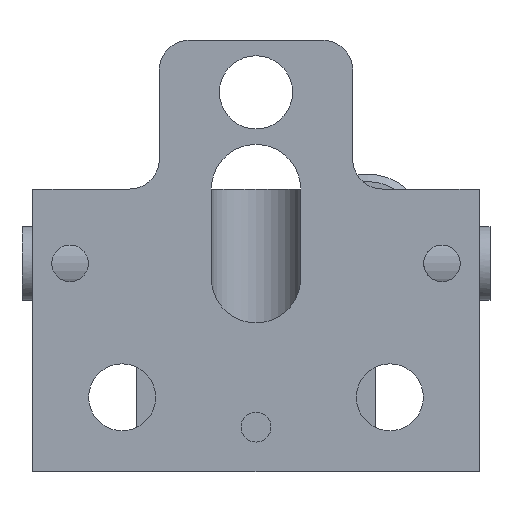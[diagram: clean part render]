
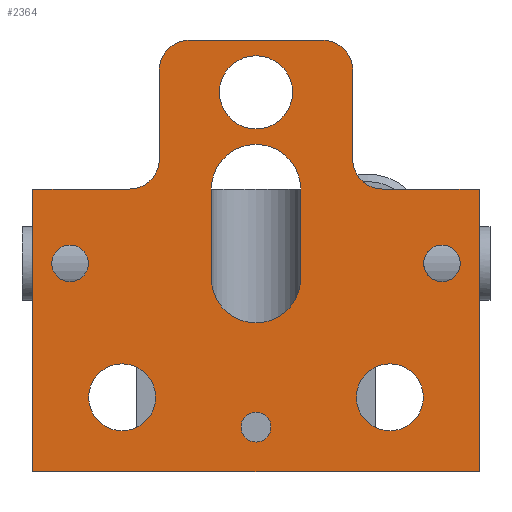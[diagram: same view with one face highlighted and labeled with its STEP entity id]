
A CAD part, front view. The second image highlights one B-rep face of the part: STEP entity #2364.
In plain terms, the highlighted planar face has unit normal (0, -1, 0).
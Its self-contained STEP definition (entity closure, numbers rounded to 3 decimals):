
#138=FACE_BOUND('',#405,.T.);
#139=FACE_BOUND('',#406,.T.);
#140=FACE_BOUND('',#407,.T.);
#141=FACE_BOUND('',#408,.T.);
#142=FACE_BOUND('',#409,.T.);
#143=FACE_BOUND('',#410,.T.);
#144=FACE_BOUND('',#411,.T.);
#184=PLANE('',#2678);
#266=FACE_OUTER_BOUND('',#404,.T.);
#404=EDGE_LOOP('',(#1853,#1854,#1855,#1856,#1857,#1858,#1859,#1860,#1861,
#1862,#1863,#1864));
#405=EDGE_LOOP('',(#1865));
#406=EDGE_LOOP('',(#1866,#1867));
#407=EDGE_LOOP('',(#1868,#1869,#1870,#1871));
#408=EDGE_LOOP('',(#1872,#1873));
#409=EDGE_LOOP('',(#1874,#1875));
#410=EDGE_LOOP('',(#1876));
#411=EDGE_LOOP('',(#1877));
#512=LINE('',#3624,#696);
#519=LINE('',#3642,#703);
#531=LINE('',#3687,#715);
#537=LINE('',#3701,#721);
#543=LINE('',#3725,#727);
#549=LINE('',#3739,#733);
#565=LINE('',#3790,#749);
#569=LINE('',#3796,#753);
#570=LINE('',#3806,#754);
#591=LINE('',#4061,#775);
#696=VECTOR('',#2875,10.);
#703=VECTOR('',#2890,10.);
#715=VECTOR('',#2934,10.);
#721=VECTOR('',#2946,10.);
#727=VECTOR('',#2972,10.);
#733=VECTOR('',#2984,10.);
#749=VECTOR('',#3030,10.);
#753=VECTOR('',#3036,10.);
#754=VECTOR('',#3047,10.);
#775=VECTOR('',#3144,10.);
#878=CIRCLE('',#2581,2.);
#881=CIRCLE('',#2586,2.);
#882=CIRCLE('',#2589,2.);
#891=CIRCLE('',#2600,2.);
#892=CIRCLE('',#2602,2.459);
#893=CIRCLE('',#2605,3.);
#901=CIRCLE('',#2621,3.);
#902=CIRCLE('',#2623,1.005);
#903=CIRCLE('',#2624,1.005);
#916=CIRCLE('',#2644,1.23);
#917=CIRCLE('',#2645,1.23);
#918=CIRCLE('',#2647,1.23);
#919=CIRCLE('',#2648,1.23);
#923=CIRCLE('',#2656,2.25);
#927=CIRCLE('',#2663,2.25);
#1016=VERTEX_POINT('',#3614);
#1017=VERTEX_POINT('',#3615);
#1020=VERTEX_POINT('',#3623);
#1024=VERTEX_POINT('',#3632);
#1025=VERTEX_POINT('',#3634);
#1027=VERTEX_POINT('',#3640);
#1028=VERTEX_POINT('',#3644);
#1043=VERTEX_POINT('',#3679);
#1044=VERTEX_POINT('',#3683);
#1045=VERTEX_POINT('',#3689);
#1046=VERTEX_POINT('',#3690);
#1049=VERTEX_POINT('',#3699);
#1057=VERTEX_POINT('',#3724);
#1062=VERTEX_POINT('',#3737);
#1064=VERTEX_POINT('',#3743);
#1065=VERTEX_POINT('',#3747);
#1066=VERTEX_POINT('',#3748);
#1081=VERTEX_POINT('',#3787);
#1082=VERTEX_POINT('',#3789);
#1089=VERTEX_POINT('',#3811);
#1090=VERTEX_POINT('',#3812);
#1099=VERTEX_POINT('',#3954);
#1100=VERTEX_POINT('',#3955);
#1107=VERTEX_POINT('',#4012);
#1111=VERTEX_POINT('',#4025);
#1250=EDGE_CURVE('',#1016,#1017,#878,.T.);
#1254=EDGE_CURVE('',#1017,#1020,#512,.T.);
#1259=EDGE_CURVE('',#1024,#1025,#881,.T.);
#1263=EDGE_CURVE('',#1027,#1024,#519,.T.);
#1264=EDGE_CURVE('',#1020,#1028,#882,.T.);
#1282=EDGE_CURVE('',#1043,#1027,#891,.T.);
#1285=EDGE_CURVE('',#1044,#1044,#892,.T.);
#1286=EDGE_CURVE('',#1028,#1043,#531,.T.);
#1287=EDGE_CURVE('',#1045,#1046,#893,.T.);
#1293=EDGE_CURVE('',#1016,#1049,#537,.T.);
#1304=EDGE_CURVE('',#1057,#1025,#543,.T.);
#1312=EDGE_CURVE('',#1045,#1062,#549,.T.);
#1315=EDGE_CURVE('',#1062,#1064,#901,.T.);
#1316=EDGE_CURVE('',#1065,#1066,#902,.T.);
#1317=EDGE_CURVE('',#1066,#1065,#903,.T.);
#1337=EDGE_CURVE('',#1082,#1081,#565,.T.);
#1341=EDGE_CURVE('',#1081,#1057,#569,.T.);
#1346=EDGE_CURVE('',#1064,#1046,#570,.T.);
#1349=EDGE_CURVE('',#1089,#1090,#916,.T.);
#1350=EDGE_CURVE('',#1090,#1089,#917,.T.);
#1361=EDGE_CURVE('',#1099,#1100,#918,.T.);
#1362=EDGE_CURVE('',#1100,#1099,#919,.T.);
#1373=EDGE_CURVE('',#1107,#1107,#923,.T.);
#1379=EDGE_CURVE('',#1111,#1111,#927,.T.);
#1396=EDGE_CURVE('',#1082,#1049,#591,.T.);
#1853=ORIENTED_EDGE('',*,*,#1264,.F.);
#1854=ORIENTED_EDGE('',*,*,#1254,.F.);
#1855=ORIENTED_EDGE('',*,*,#1250,.F.);
#1856=ORIENTED_EDGE('',*,*,#1293,.T.);
#1857=ORIENTED_EDGE('',*,*,#1396,.F.);
#1858=ORIENTED_EDGE('',*,*,#1337,.T.);
#1859=ORIENTED_EDGE('',*,*,#1341,.T.);
#1860=ORIENTED_EDGE('',*,*,#1304,.T.);
#1861=ORIENTED_EDGE('',*,*,#1259,.F.);
#1862=ORIENTED_EDGE('',*,*,#1263,.F.);
#1863=ORIENTED_EDGE('',*,*,#1282,.F.);
#1864=ORIENTED_EDGE('',*,*,#1286,.F.);
#1865=ORIENTED_EDGE('',*,*,#1285,.T.);
#1866=ORIENTED_EDGE('',*,*,#1316,.T.);
#1867=ORIENTED_EDGE('',*,*,#1317,.T.);
#1868=ORIENTED_EDGE('',*,*,#1287,.F.);
#1869=ORIENTED_EDGE('',*,*,#1312,.T.);
#1870=ORIENTED_EDGE('',*,*,#1315,.T.);
#1871=ORIENTED_EDGE('',*,*,#1346,.T.);
#1872=ORIENTED_EDGE('',*,*,#1349,.T.);
#1873=ORIENTED_EDGE('',*,*,#1350,.T.);
#1874=ORIENTED_EDGE('',*,*,#1361,.T.);
#1875=ORIENTED_EDGE('',*,*,#1362,.T.);
#1876=ORIENTED_EDGE('',*,*,#1373,.T.);
#1877=ORIENTED_EDGE('',*,*,#1379,.T.);
#2364=ADVANCED_FACE('',(#266,#138,#139,#140,#141,#142,#143,#144),#184,.T.);
#2581=AXIS2_PLACEMENT_3D('',#3616,#2867,#2868);
#2586=AXIS2_PLACEMENT_3D('',#3635,#2883,#2884);
#2589=AXIS2_PLACEMENT_3D('',#3645,#2893,#2894);
#2600=AXIS2_PLACEMENT_3D('',#3680,#2924,#2925);
#2602=AXIS2_PLACEMENT_3D('',#3685,#2930,#2931);
#2605=AXIS2_PLACEMENT_3D('',#3691,#2937,#2938);
#2621=AXIS2_PLACEMENT_3D('',#3745,#2989,#2990);
#2623=AXIS2_PLACEMENT_3D('',#3749,#2993,#2994);
#2624=AXIS2_PLACEMENT_3D('',#3750,#2995,#2996);
#2644=AXIS2_PLACEMENT_3D('',#3813,#3054,#3055);
#2645=AXIS2_PLACEMENT_3D('',#3814,#3056,#3057);
#2647=AXIS2_PLACEMENT_3D('',#3956,#3062,#3063);
#2648=AXIS2_PLACEMENT_3D('',#3957,#3064,#3065);
#2656=AXIS2_PLACEMENT_3D('',#4014,#3084,#3085);
#2663=AXIS2_PLACEMENT_3D('',#4027,#3100,#3101);
#2678=AXIS2_PLACEMENT_3D('',#4060,#3142,#3143);
#2867=DIRECTION('center_axis',(0.,-1.,0.));
#2868=DIRECTION('ref_axis',(0.707,0.,-0.707));
#2875=DIRECTION('',(0.,0.,1.));
#2883=DIRECTION('center_axis',(0.,-1.,0.));
#2884=DIRECTION('ref_axis',(-0.707,0.,-0.707));
#2890=DIRECTION('',(0.,0.,-1.));
#2893=DIRECTION('center_axis',(0.,1.,0.));
#2894=DIRECTION('ref_axis',(-0.707,0.,0.707));
#2924=DIRECTION('center_axis',(0.,1.,0.));
#2925=DIRECTION('ref_axis',(0.707,0.,0.707));
#2930=DIRECTION('center_axis',(0.,1.,0.));
#2931=DIRECTION('ref_axis',(1.,0.,0.));
#2934=DIRECTION('',(1.,0.,0.));
#2937=DIRECTION('center_axis',(0.,-1.,0.));
#2938=DIRECTION('ref_axis',(1.,0.,0.));
#2946=DIRECTION('',(-1.,0.,0.));
#2972=DIRECTION('',(-1.,0.,0.));
#2984=DIRECTION('',(0.,0.,-1.));
#2989=DIRECTION('center_axis',(0.,1.,0.));
#2990=DIRECTION('ref_axis',(0.,0.,-1.));
#2993=DIRECTION('center_axis',(0.,1.,0.));
#2994=DIRECTION('ref_axis',(1.,0.,0.));
#2995=DIRECTION('center_axis',(0.,1.,0.));
#2996=DIRECTION('ref_axis',(1.,0.,0.));
#3030=DIRECTION('',(1.,0.,0.));
#3036=DIRECTION('',(0.,0.,1.));
#3047=DIRECTION('',(0.,0.,1.));
#3054=DIRECTION('center_axis',(0.,1.,0.));
#3055=DIRECTION('ref_axis',(1.,0.,0.));
#3056=DIRECTION('center_axis',(0.,1.,0.));
#3057=DIRECTION('ref_axis',(1.,0.,0.));
#3062=DIRECTION('center_axis',(0.,1.,0.));
#3063=DIRECTION('ref_axis',(1.,0.,0.));
#3064=DIRECTION('center_axis',(0.,1.,0.));
#3065=DIRECTION('ref_axis',(1.,0.,0.));
#3084=DIRECTION('center_axis',(0.,1.,0.));
#3085=DIRECTION('ref_axis',(1.,0.,0.));
#3100=DIRECTION('center_axis',(0.,1.,0.));
#3101=DIRECTION('ref_axis',(1.,0.,0.));
#3142=DIRECTION('center_axis',(0.,-1.,0.));
#3143=DIRECTION('ref_axis',(0.,0.,-1.));
#3144=DIRECTION('',(0.,0.,1.));
#3614=CARTESIAN_POINT('',(6.594,-8.659,20.));
#3615=CARTESIAN_POINT('',(8.594,-8.659,22.));
#3616=CARTESIAN_POINT('Origin',(6.594,-8.659,22.));
#3623=CARTESIAN_POINT('',(8.594,-8.659,28.));
#3624=CARTESIAN_POINT('',(8.594,-8.659,27.5));
#3632=CARTESIAN_POINT('',(21.594,-8.659,22.));
#3634=CARTESIAN_POINT('',(23.594,-8.659,20.));
#3635=CARTESIAN_POINT('Origin',(23.594,-8.659,22.));
#3640=CARTESIAN_POINT('',(21.594,-8.659,28.));
#3642=CARTESIAN_POINT('',(21.594,-8.659,22.5));
#3644=CARTESIAN_POINT('',(10.594,-8.659,30.));
#3645=CARTESIAN_POINT('Origin',(10.594,-8.659,28.));
#3679=CARTESIAN_POINT('',(19.594,-8.659,30.));
#3680=CARTESIAN_POINT('Origin',(19.594,-8.659,28.));
#3683=CARTESIAN_POINT('',(12.635,-8.659,26.5));
#3685=CARTESIAN_POINT('Origin',(15.094,-8.659,26.5));
#3687=CARTESIAN_POINT('',(18.344,-8.659,30.));
#3689=CARTESIAN_POINT('',(18.094,-8.659,20.));
#3690=CARTESIAN_POINT('',(12.094,-8.659,20.));
#3691=CARTESIAN_POINT('Origin',(15.094,-8.659,20.));
#3699=CARTESIAN_POINT('',(0.094,-8.659,20.));
#3701=CARTESIAN_POINT('',(0.094,-8.659,20.));
#3724=CARTESIAN_POINT('',(30.094,-8.659,20.));
#3725=CARTESIAN_POINT('',(0.094,-8.659,20.));
#3737=CARTESIAN_POINT('',(18.094,-8.659,14.));
#3739=CARTESIAN_POINT('',(18.094,-8.659,12.));
#3743=CARTESIAN_POINT('',(12.094,-8.659,14.));
#3745=CARTESIAN_POINT('Origin',(15.094,-8.659,14.));
#3747=CARTESIAN_POINT('',(16.099,-8.659,4.));
#3748=CARTESIAN_POINT('',(14.089,-8.659,4.));
#3749=CARTESIAN_POINT('Origin',(15.094,-8.659,4.));
#3750=CARTESIAN_POINT('Origin',(15.094,-8.659,4.));
#3787=CARTESIAN_POINT('',(30.094,-8.659,1.));
#3789=CARTESIAN_POINT('',(0.094,-8.659,1.));
#3790=CARTESIAN_POINT('',(22.594,-8.659,1.));
#3796=CARTESIAN_POINT('',(30.094,-8.659,0.));
#3806=CARTESIAN_POINT('',(12.094,-8.659,7.));
#3811=CARTESIAN_POINT('',(28.823,-8.659,15.));
#3812=CARTESIAN_POINT('',(26.364,-8.659,15.));
#3813=CARTESIAN_POINT('Origin',(27.594,-8.659,15.));
#3814=CARTESIAN_POINT('Origin',(27.594,-8.659,15.));
#3954=CARTESIAN_POINT('',(3.823,-8.659,15.));
#3955=CARTESIAN_POINT('',(1.364,-8.659,15.));
#3956=CARTESIAN_POINT('Origin',(2.594,-8.659,15.));
#3957=CARTESIAN_POINT('Origin',(2.594,-8.659,15.));
#4012=CARTESIAN_POINT('',(3.844,-8.659,6.));
#4014=CARTESIAN_POINT('Origin',(6.094,-8.659,6.));
#4025=CARTESIAN_POINT('',(21.844,-8.659,6.));
#4027=CARTESIAN_POINT('Origin',(24.094,-8.659,6.));
#4060=CARTESIAN_POINT('Origin',(30.094,-8.659,0.));
#4061=CARTESIAN_POINT('',(0.094,-8.659,0.));
